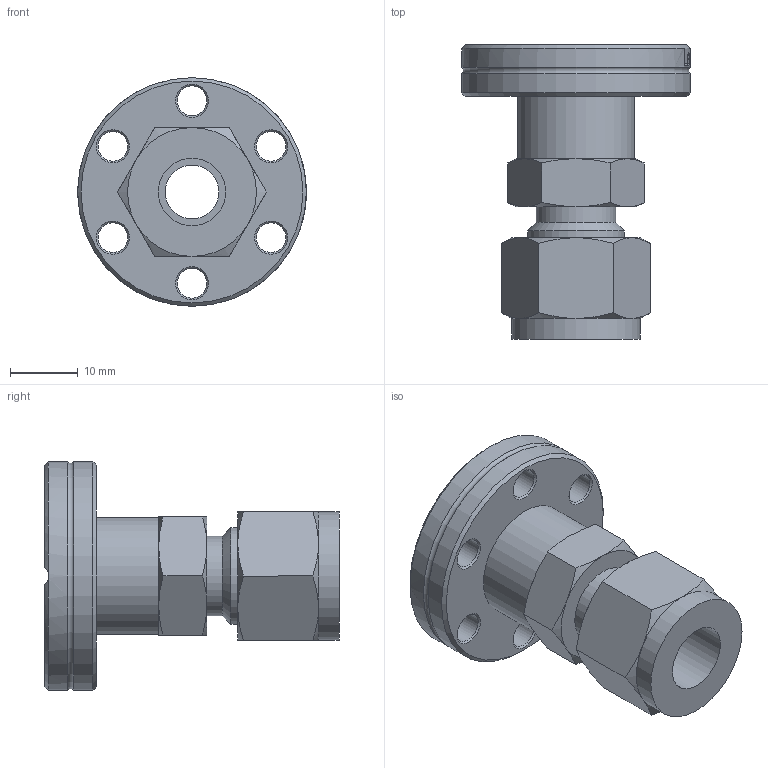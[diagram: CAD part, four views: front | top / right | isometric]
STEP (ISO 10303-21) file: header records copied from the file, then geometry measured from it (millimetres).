
FILE_DESCRIPTION(/* description */ (''),/* implementation_level */ '2;1');
FILE_NAME(/* name */ 'FL-SWG10M-16CF.stp',/* time_stamp */ '2019-02-28T09:30:26+00:00',/* author */ ('paul'),/* organization */ (''),/* preprocessor_version */ 'ST-DEVELOPER v17.2',/* originating_system */ 'Autodesk Inventor 2019',/* authorisation */ '');
FILE_SCHEMA (('AUTOMOTIVE_DESIGN { 1 0 10303 214 3 1 1 }'));
Length unit declared in the file: millimetre
Products named in the file (3): FL-SWG10M-16CF; FL-16CF; SS_10M0_1_6W
Assembly tree (2 placements, depth 2):
  FL-SWG10M-16CF
    FL-16CF
    SS_10M0_1_6W
Bounding box: 33.8 x 43.5 x 33.8 mm (x, y, z)
Volume: 11581.7 mm3; surface area: 7397.9 mm2
Topology: 2 solids, 2 shells, 178 faces, 454 edges, 293 vertices
Faces by surface type: plane 66, cone 42, bspline 41, cylinder 28, torus 1
Full cylindrical faces by diameter (mm): 4.4 x6, 7.9 x1, 10 x1, 10.668 x1, 11.768 x1, 13 x1, 14.287 x1, 17.272 x2, 19.05 x1, 21.4 x1, 33.8 x2
Entity records: 6840 total; most frequent: CARTESIAN_POINT 2684, ORIENTED_EDGE 908, DIRECTION 754, EDGE_CURVE 454, AXIS2_PLACEMENT_3D 298, VERTEX_POINT 293, EDGE_LOOP 207, FACE_OUTER_BOUND 178
